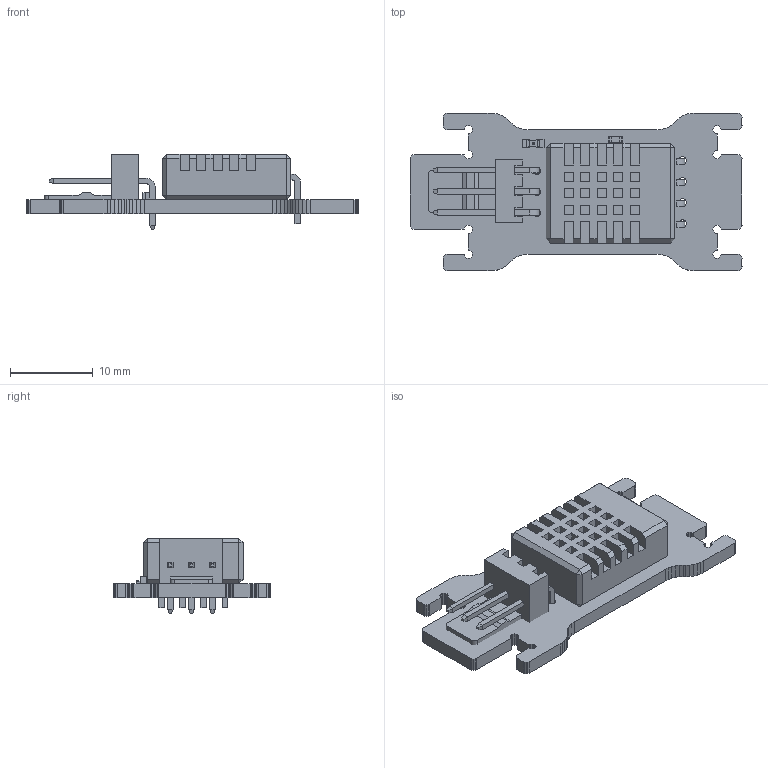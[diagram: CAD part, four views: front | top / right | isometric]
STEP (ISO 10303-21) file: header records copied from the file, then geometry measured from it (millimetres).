
FILE_DESCRIPTION(('Open CASCADE Model'),'2;1');
FILE_NAME('Open CASCADE Shape Model','2015-11-19T21:36:07',('Author'),( 'Open CASCADE'),'Open CASCADE STEP processor 6.2','Open CASCADE 6.2' ,'Unknown');
FILE_SCHEMA(('AUTOMOTIVE_DESIGN { 1 0 10303 214 1 1 1 1 }'));
Length unit declared in the file: millimetre
Products named in the file (11): PCB; Board; R1; RESC1608(0603); C1; 0603; User_Library-cap0603_pad_0603___; User_Library-cap0603_cap0603_body___; Free-Models; 2510-3P-W; DHT11-W
Assembly tree (10 placements, depth 4):
  PCB
    Board
    R1
      RESC1608(0603)
    C1
      0603
        User_Library-cap0603_pad_0603___
        User_Library-cap0603_cap0603_body___
    Free-Models
      2510-3P-W
      DHT11-W
Bounding box: 40.03 x 19.03 x 9.09 mm (x, y, z)
Volume: 2088.2 mm3; surface area: 2931 mm2
Topology: 7 solids, 7 shells, 714 faces, 1914 edges, 1228 vertices
Faces by surface type: plane 630, cylinder 59, sphere 16, bspline 9
Full cylindrical faces by diameter (mm): 0.9 x7
Entity records: 50174 total; most frequent: CARTESIAN_POINT 9711, DIRECTION 6898, LINE 5220, VECTOR 5220, ORIENTED_EDGE 3796, PCURVE 3796, DEFINITIONAL_REPRESENTATION 3796, EDGE_CURVE 1898
